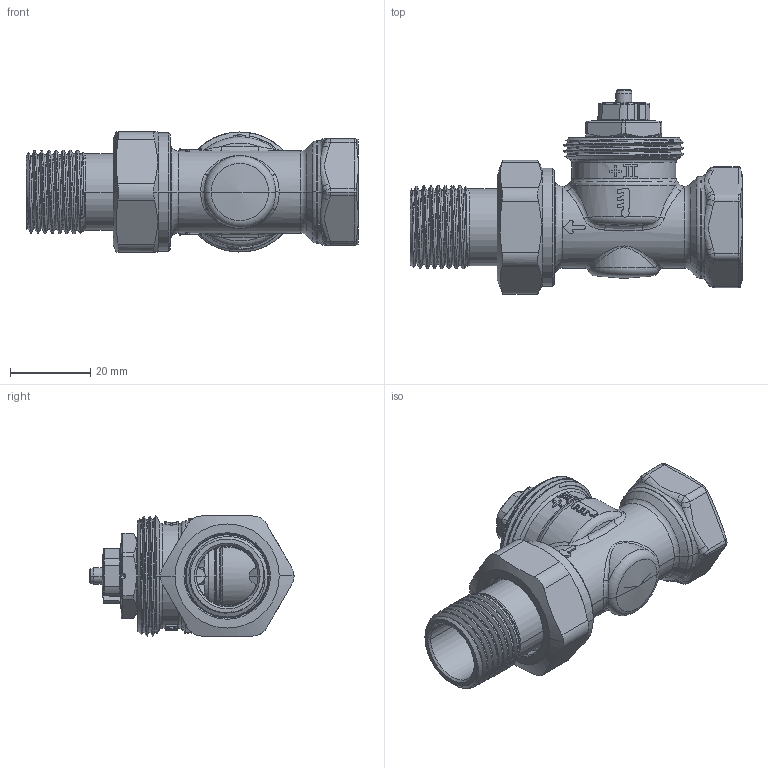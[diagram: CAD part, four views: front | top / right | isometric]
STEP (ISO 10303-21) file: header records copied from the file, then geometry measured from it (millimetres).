
FILE_DESCRIPTION((''),'2;1');
FILE_NAME('3452-02-000-O-BAU_SW0001','2014-12-12T',('marann'),(''),'PRO/ENGINEER BY PARAMETRIC TECHNOLOGY CORPORATION, 2011490','PRO/ENGINEER BY PARAMETRIC TECHNOLOGY CORPORATION, 2011490','');
FILE_SCHEMA(('CONFIG_CONTROL_DESIGN'));
Products named in the file (1): 3452-02-000-O-BAU_SW0001
Bounding box: 82.95 x 51 x 30 mm (x, y, z)
Volume: 25032.7 mm3; surface area: 23042.3 mm2
Topology: 1 solids, 2 shells, 1394 faces, 3666 edges, 2330 vertices
Faces by surface type: plane 719, cylinder 281, cone 156, bspline 120, torus 96, sphere 22
Entity records: 61478 total; most frequent: CARTESIAN_POINT 29832, ORIENTED_EDGE 7320, DIRECTION 5508, EDGE_CURVE 3660, VERTEX_POINT 2330, AXIS2_PLACEMENT_3D 2016, VECTOR 1476, LINE 1476
